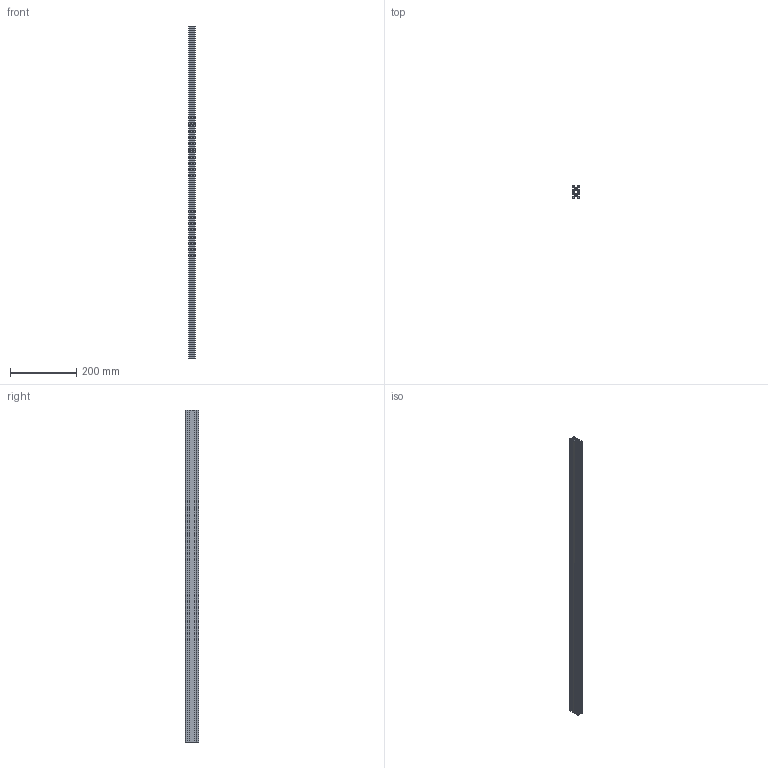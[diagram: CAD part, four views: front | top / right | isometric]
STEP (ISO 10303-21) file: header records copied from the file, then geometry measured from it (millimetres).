
FILE_DESCRIPTION (( 'STEP AP203' ), '1' );
FILE_NAME ('ALF-2040-6B.step', '2024-08-07T10:23:05', ( '' ), ( '' ), 'SwSTEP 2.0', 'SolidWorks 2022', '' );
FILE_SCHEMA (( 'CONFIG_CONTROL_DESIGN' ));
Length unit declared in the file: millimetre
Products named in the file (1): ALF-2040-6B
Bounding box: 20 x 40 x 1000 mm (x, y, z)
Volume: 298606.8 mm3; surface area: 307095.6 mm2
Topology: 1 solids, 1 shells, 170 faces, 504 edges, 336 vertices
Faces by surface type: plane 102, cylinder 68
Entity records: 5793 total; most frequent: CARTESIAN_POINT 1011, ORIENTED_EDGE 1008, DIRECTION 982, EDGE_CURVE 504, LINE 368, VECTOR 368, VERTEX_POINT 336, AXIS2_PLACEMENT_3D 307
